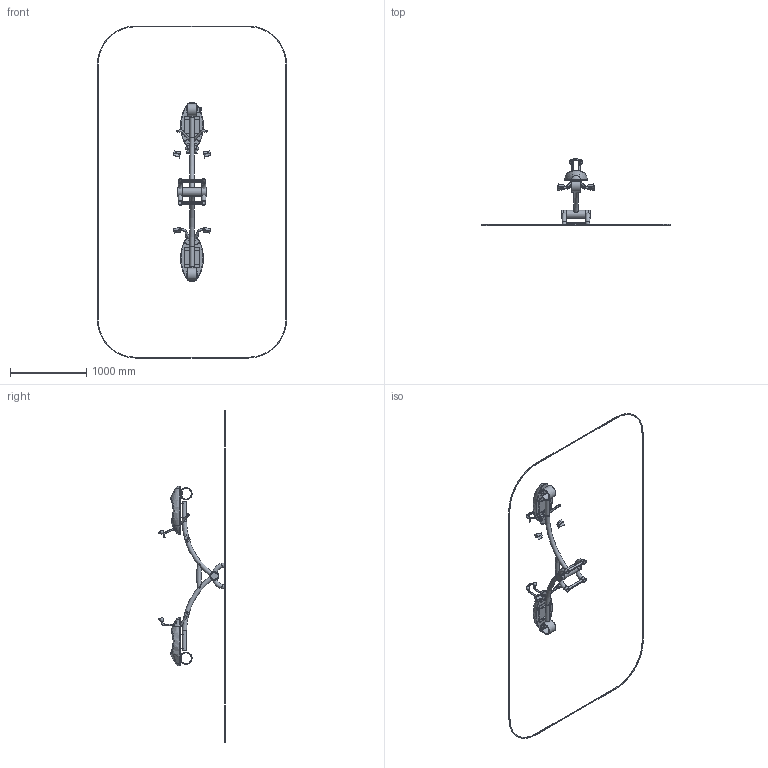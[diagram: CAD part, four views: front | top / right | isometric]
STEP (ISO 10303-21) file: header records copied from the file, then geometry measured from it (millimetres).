
FILE_DESCRIPTION(('STEP AP214'), '1');
FILE_NAME('êà÷àëêà-áàëàíñèð', '', ('UNSPECIFIED'), ('UNSPECIFIED'), 'C3D Converter', 'C3D Toolkit', '');
FILE_SCHEMA(('AUTOMOTIVE_DESIGN { 1 0 10303 214 3 1 1}'));
Length unit declared in the file: millimetre
Products named in the file (66): КБ-104-00.00.00; КБ-64.1-01.01.00-9006; КБ-64.1-01.00.01; КБ-64.1-01.00.02; КБ-64.1-01.00.03; КБ-104-01.00.00-9006; -01; DIN6334; КБ-104-03.00.00; КБL-05-03.00.00.9006; КБL-05-03.00.01; КБ-101М.01.01.01; КБ-101М.00.01; КБL-05-04.00.00.9006; КБL-05-04.00.01; КИ-001.01; КИ-001.02
Assembly tree (92 placements, depth 4):
  КБ-104-00.00.00
    КБ-64.1-01.01.00-9006
      КБ-64.1-01.00.01
      КБ-64.1-01.00.01
      КБ-64.1-01.00.01
      КБ-64.1-01.00.01
      КБ-64.1-01.00.02  x4
      КБ-64.1-01.00.03  x2
      (unnamed)
      (unnamed)
    КБ-104-01.00.00-9006
      (unnamed)
      (unnamed)
      (unnamed)
      (unnamed)
      (unnamed)  x2
      (unnamed)  x2
      (unnamed)
      (unnamed)
    (unnamed)  x2
    (unnamed)
    (unnamed)
      (unnamed)
      (unnamed)
      (unnamed)
      -01
      (unnamed)
    (unnamed)  x2
    (unnamed)  x2
    (unnamed)
      (unnamed)
      (unnamed)  x2
      (unnamed)  x2
      (unnamed)  x2
      DIN6334  x2
    (unnamed)
    (unnamed)
      (unnamed)
      (unnamed)
      (unnamed)
      -01
      (unnamed)
    (unnamed)
      (unnamed)
      (unnamed)  x2
      (unnamed)  x2
      (unnamed)  x2
      DIN6334  x2
    КБ-104-03.00.00
      КБL-05-03.00.00.9006
        КБL-05-03.00.01  x2
        КБ-101М.01.01.01
      КБ-101М.00.01
      КБL-05-04.00.00.9006
        КБ-101М.01.01.01
        КБL-05-04.00.01  x2
    КБ-104-03.00.00
      КБL-05-03.00.00.9006
        КБL-05-03.00.01  x2
        КБ-101М.01.01.01
Bounding box: 2483.83 x 876.36 x 4360.57 mm (x, y, z)
Volume: 33081474.8 mm3; surface area: 4116219.8 mm2
Topology: 79 solids, 79 shells, 840 faces, 1774 edges, 1094 vertices
Faces by surface type: plane 460, cylinder 266, torus 52, sphere 36, bspline 22, cone 4
Full cylindrical faces by diameter (mm): 4.5 x4, 6 x4, 6.5 x16, 6.647 x4, 8.5 x12, 15 x4, 15.7 x8, 20 x4, 21.2 x8, 21.3 x8, 22 x16, 22.5 x4, 24 x4, 26.8 x8, 28.4 x2, 50 x2, 51 x4, 57 x6, 94 x2, 98 x3, 108 x5
Entity records: 54851 total; most frequent: CARTESIAN_POINT 36696, DIRECTION 2554, ORIENTED_EDGE 2028, EDGE_CURVE 1014, AXIS2_PLACEMENT_3D 1009, EDGE_LOOP 800, VERTEX_POINT 732, ADVANCED_FACE 560
